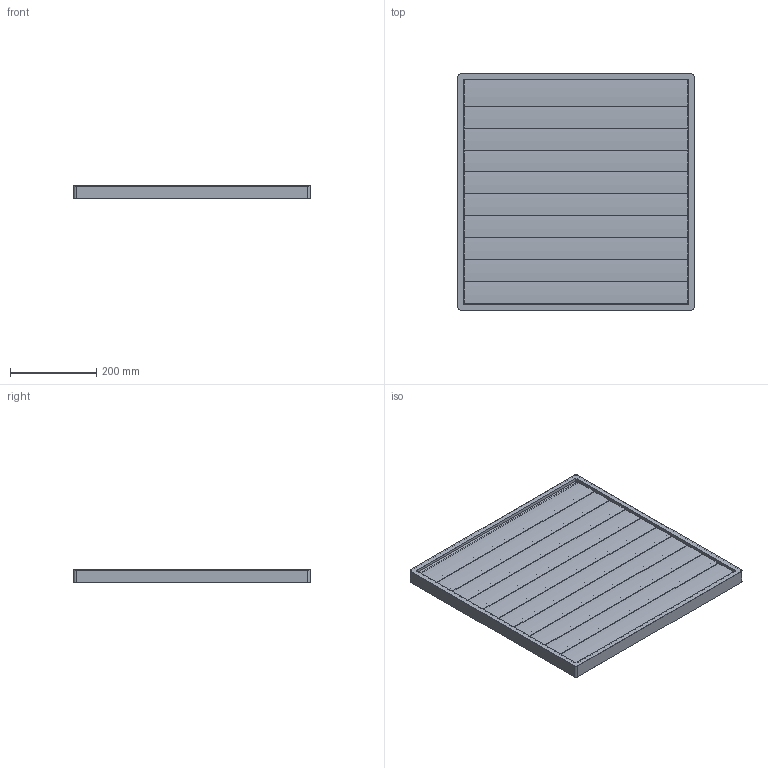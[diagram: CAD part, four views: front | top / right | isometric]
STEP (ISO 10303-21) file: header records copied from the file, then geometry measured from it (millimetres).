
FILE_DESCRIPTION (( 'STEP AP214' ), '1' );
FILE_NAME ('1_-_WSK 50 EX-214.step', '2023-09-12T09:04:01', ( '' ), ( '' ), 'SwSTEP 2.0', 'SolidWorks 2020', '' );
FILE_SCHEMA (( 'AUTOMOTIVE_DESIGN' ));
Length unit declared in the file: millimetre
Products named in the file (4): WSK 15-50 EX-Rahmen_WSK 50 EX; WSK EX-Kunststoff-Lamelle_62 x 518 EX; PS-Kunststoffstift_PS EX; 1_-_WSK 50 EX-214
Assembly tree (31 placements, depth 2):
  1_-_WSK 50 EX-214
    WSK 15-50 EX-Rahmen_WSK 50 EX
    WSK EX-Kunststoff-Lamelle_62 x 518 EX  x10
    PS-Kunststoffstift_PS EX  x20
Bounding box: 548 x 548 x 31 mm (x, y, z)
Volume: 921048.3 mm3; surface area: 1218868.6 mm2
Topology: 31 solids, 31 shells, 422 faces, 1008 edges, 672 vertices
Faces by surface type: cylinder 240, plane 182
Entity records: 4870 total; most frequent: DIRECTION 820, CARTESIAN_POINT 818, ORIENTED_EDGE 792, EDGE_CURVE 396, LINE 288, VECTOR 288, AXIS2_PLACEMENT_3D 266, VERTEX_POINT 264
